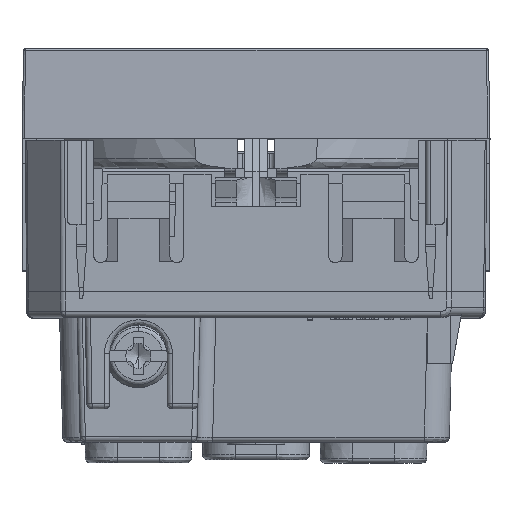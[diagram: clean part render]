
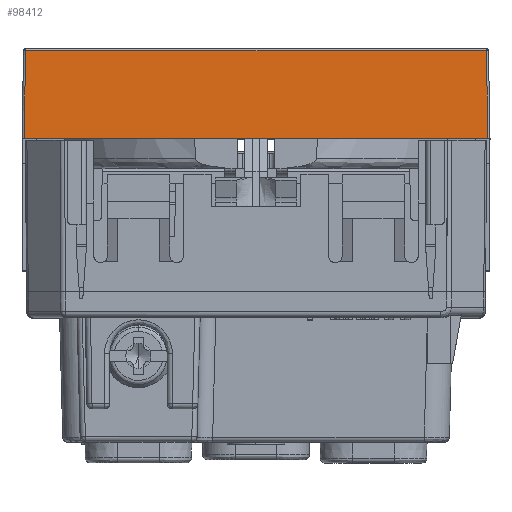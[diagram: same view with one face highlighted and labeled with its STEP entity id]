
A CAD part, top view. The second image highlights one B-rep face of the part: STEP entity #98412.
In plain terms, the highlighted face is planar.
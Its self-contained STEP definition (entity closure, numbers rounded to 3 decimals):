
#4191 = CARTESIAN_POINT ( 'NONE',  ( 22.233, -22.358, 2.4 ) ) ;
#6162 = VECTOR ( 'NONE', #74702, 1000. ) ;
#9359 = ORIENTED_EDGE ( 'NONE', *, *, #142265, .F. ) ;
#11966 = LINE ( 'NONE', #81652, #71595 ) ;
#13224 = CARTESIAN_POINT ( 'NONE',  ( -22.233, -22.358, 2.4 ) ) ;
#15583 = VECTOR ( 'NONE', #22363, 1000. ) ;
#16554 = CARTESIAN_POINT ( 'NONE',  ( 22.233, -22.358, 2.4 ) ) ;
#20636 = AXIS2_PLACEMENT_3D ( 'NONE', #148100, #66169, #135467 ) ;
#20683 = PLANE ( 'NONE',  #20636 ) ;
#20967 = CARTESIAN_POINT ( 'NONE',  ( 22.086, -22.211, 10.803 ) ) ;
#22110 = DIRECTION ( 'NONE',  ( 1., 0., 0. ) ) ;
#22363 = DIRECTION ( 'NONE',  ( -0.017, -0.017, -1. ) ) ;
#29598 = CARTESIAN_POINT ( 'NONE',  ( -22.324, -22.211, 10.803 ) ) ;
#31368 = EDGE_CURVE ( 'NONE', #117773, #108600, #33645, .T. ) ;
#33645 = LINE ( 'NONE', #138127, #15583 ) ;
#36605 = FACE_OUTER_BOUND ( 'NONE', #118700, .T. ) ;
#41668 = DIRECTION ( 'NONE',  ( 1., 0., 0. ) ) ;
#49951 = ORIENTED_EDGE ( 'NONE', *, *, #150090, .T. ) ;
#51930 = ORIENTED_EDGE ( 'NONE', *, *, #31368, .T. ) ;
#61417 = ORIENTED_EDGE ( 'NONE', *, *, #146714, .T. ) ;
#61711 = LINE ( 'NONE', #29598, #128641 ) ;
#66169 = DIRECTION ( 'NONE',  ( 0., -1., 0.017 ) ) ;
#71294 = LINE ( 'NONE', #16554, #6162 ) ;
#71595 = VECTOR ( 'NONE', #22110, 1000. ) ;
#74702 = DIRECTION ( 'NONE',  ( -0.017, 0.017, 1. ) ) ;
#75126 = VERTEX_POINT ( 'NONE', #20967 ) ;
#81652 = CARTESIAN_POINT ( 'NONE',  ( 0., -22.358, 2.4 ) ) ;
#98412 = ADVANCED_FACE ( 'NONE', ( #36605 ), #20683, .T. ) ;
#102687 = VERTEX_POINT ( 'NONE', #4191 ) ;
#108600 = VERTEX_POINT ( 'NONE', #13224 ) ;
#117773 = VERTEX_POINT ( 'NONE', #138632 ) ;
#118700 = EDGE_LOOP ( 'NONE', ( #61417, #49951, #9359, #51930 ) ) ;
#128641 = VECTOR ( 'NONE', #41668, 1000. ) ;
#135467 = DIRECTION ( 'NONE',  ( 0., -0.017, -1. ) ) ;
#138127 = CARTESIAN_POINT ( 'NONE',  ( -22.086, -22.211, 10.803 ) ) ;
#138632 = CARTESIAN_POINT ( 'NONE',  ( -22.086, -22.211, 10.803 ) ) ;
#142265 = EDGE_CURVE ( 'NONE', #117773, #75126, #61711, .T. ) ;
#146714 = EDGE_CURVE ( 'NONE', #108600, #102687, #11966, .T. ) ;
#148100 = CARTESIAN_POINT ( 'NONE',  ( 0., -22.4, -0.004 ) ) ;
#150090 = EDGE_CURVE ( 'NONE', #102687, #75126, #71294, .T. ) ;
